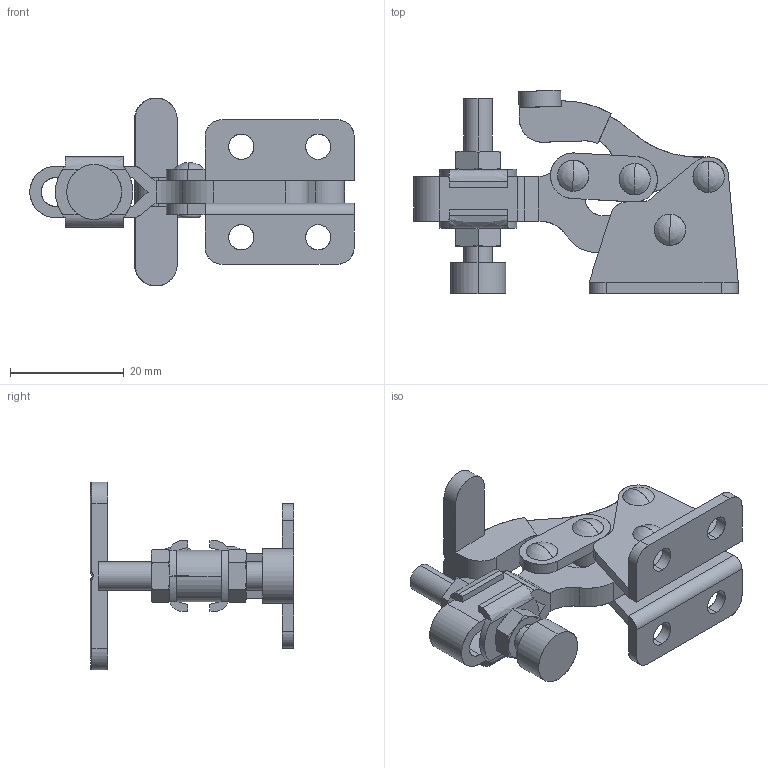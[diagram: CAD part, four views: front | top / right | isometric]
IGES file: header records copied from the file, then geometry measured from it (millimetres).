
Start section: SolidWorks IGES file using analytic representation for surfaces
Global section: file name: EMC13005.IGS,15; native system: HSolidWorks 2016; preprocessor: SolidWorks 2016; author: LinWei; date: 200316.151829; units: millimetre
Bounding box: 57 x 35.69 x 33 mm (x, y, z)
Surface area: 10368.3 mm2 (no closed solid volume)
Topology: 0 solids, 0 shells, 277 faces, 3950 edges, 3946 vertices
Faces by surface type: revolution 139, bspline 138
